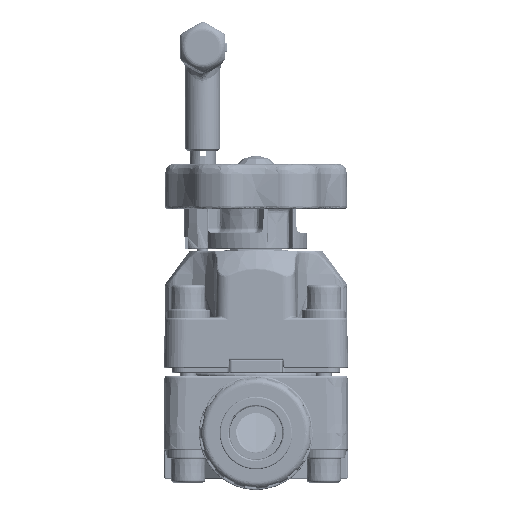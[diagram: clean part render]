
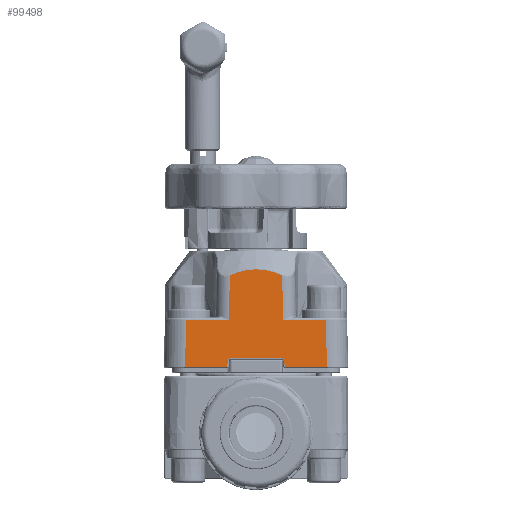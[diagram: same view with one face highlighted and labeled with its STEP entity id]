
A CAD part, left-side view. The second image highlights one B-rep face of the part: STEP entity #99498.
In plain terms, the highlighted planar face has unit normal (-1, 0, 0.018).
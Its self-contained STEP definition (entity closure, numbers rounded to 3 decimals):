
#453=ELLIPSE('',#124607,1.,1.);
#454=ELLIPSE('',#124608,1.,1.);
#2201=LINE('',#198051,#12245);
#2202=LINE('',#198064,#12246);
#2203=LINE('',#198066,#12247);
#2204=LINE('',#198068,#12248);
#2205=LINE('',#198070,#12249);
#2206=LINE('',#198072,#12250);
#2207=LINE('',#198076,#12251);
#2208=LINE('',#198080,#12252);
#2209=LINE('',#198082,#12253);
#2210=LINE('',#198084,#12254);
#2211=LINE('',#198086,#12255);
#12245=VECTOR('',#135631,1.);
#12246=VECTOR('',#135632,1.);
#12247=VECTOR('',#135633,1.);
#12248=VECTOR('',#135634,1.);
#12249=VECTOR('',#135635,1.);
#12250=VECTOR('',#135636,1.);
#12251=VECTOR('',#135639,1.);
#12252=VECTOR('',#135642,1.);
#12253=VECTOR('',#135643,1.);
#12254=VECTOR('',#135644,1.);
#12255=VECTOR('',#135645,1.);
#24482=FACE_OUTER_BOUND('',#35109,.T.);
#30260=PLANE('',#124609);
#35109=EDGE_LOOP('',(#48425,#48426,#48427,#48428,#48429,#48430,#48431,#48432,
#48433,#48434,#48435,#48436,#48437,#48438,#48439));
#48425=ORIENTED_EDGE('',*,*,#80491,.T.);
#48426=ORIENTED_EDGE('',*,*,#80492,.T.);
#48427=ORIENTED_EDGE('',*,*,#80493,.T.);
#48428=ORIENTED_EDGE('',*,*,#80494,.F.);
#48429=ORIENTED_EDGE('',*,*,#80495,.F.);
#48430=ORIENTED_EDGE('',*,*,#80496,.T.);
#48431=ORIENTED_EDGE('',*,*,#80497,.T.);
#48432=ORIENTED_EDGE('',*,*,#80498,.T.);
#48433=ORIENTED_EDGE('',*,*,#80499,.F.);
#48434=ORIENTED_EDGE('',*,*,#80500,.F.);
#48435=ORIENTED_EDGE('',*,*,#80501,.T.);
#48436=ORIENTED_EDGE('',*,*,#80502,.F.);
#48437=ORIENTED_EDGE('',*,*,#80503,.F.);
#48438=ORIENTED_EDGE('',*,*,#80504,.F.);
#48439=ORIENTED_EDGE('',*,*,#80505,.T.);
#80491=EDGE_CURVE('',#108574,#108575,#2201,.T.);
#80492=EDGE_CURVE('',#108575,#108576,#118704,.T.);
#80493=EDGE_CURVE('',#108576,#108577,#118705,.T.);
#80494=EDGE_CURVE('',#108578,#108577,#2202,.T.);
#80495=EDGE_CURVE('',#108579,#108578,#2203,.T.);
#80496=EDGE_CURVE('',#108579,#108580,#2204,.T.);
#80497=EDGE_CURVE('',#108580,#108581,#2205,.T.);
#80498=EDGE_CURVE('',#108581,#108582,#2206,.T.);
#80499=EDGE_CURVE('',#108583,#108582,#453,.T.);
#80500=EDGE_CURVE('',#108584,#108583,#2207,.T.);
#80501=EDGE_CURVE('',#108584,#108585,#454,.T.);
#80502=EDGE_CURVE('',#108586,#108585,#2208,.T.);
#80503=EDGE_CURVE('',#108587,#108586,#2209,.T.);
#80504=EDGE_CURVE('',#108588,#108587,#2210,.T.);
#80505=EDGE_CURVE('',#108588,#108574,#2211,.T.);
#99498=ADVANCED_FACE('',(#24482),#30260,.T.);
#108574=VERTEX_POINT('',#198052);
#108575=VERTEX_POINT('',#198053);
#108576=VERTEX_POINT('',#198058);
#108577=VERTEX_POINT('',#198063);
#108578=VERTEX_POINT('',#198065);
#108579=VERTEX_POINT('',#198067);
#108580=VERTEX_POINT('',#198069);
#108581=VERTEX_POINT('',#198071);
#108582=VERTEX_POINT('',#198073);
#108583=VERTEX_POINT('',#198075);
#108584=VERTEX_POINT('',#198077);
#108585=VERTEX_POINT('',#198079);
#108586=VERTEX_POINT('',#198081);
#108587=VERTEX_POINT('',#198083);
#108588=VERTEX_POINT('',#198085);
#118704=B_SPLINE_CURVE_WITH_KNOTS('',3,(#198054,#198055,#198056,#198057),
 .UNSPECIFIED.,.F.,.F.,(4,4),(0.,1.),.UNSPECIFIED.);
#118705=B_SPLINE_CURVE_WITH_KNOTS('',3,(#198059,#198060,#198061,#198062),
 .UNSPECIFIED.,.F.,.F.,(4,4),(0.,1.),.UNSPECIFIED.);
#124607=AXIS2_PLACEMENT_3D('',#198074,#135637,#135638);
#124608=AXIS2_PLACEMENT_3D('',#198078,#135640,#135641);
#124609=AXIS2_PLACEMENT_3D('',#198087,#135646,#135647);
#135631=DIRECTION('',(0.017,0.015,1.));
#135632=DIRECTION('',(0.017,-0.015,1.));
#135633=DIRECTION('',(0.,-1.,0.));
#135634=DIRECTION('',(-0.017,0.017,-1.));
#135635=DIRECTION('',(0.,-1.,0.));
#135636=DIRECTION('',(0.017,-0.052,0.998));
#135637=DIRECTION('',(-1.,0.,0.017));
#135638=DIRECTION('',(0.017,0.,1.));
#135639=DIRECTION('',(0.,1.,0.));
#135640=DIRECTION('',(1.,0.,-0.017));
#135641=DIRECTION('',(0.017,0.,1.));
#135642=DIRECTION('',(0.017,0.052,0.998));
#135643=DIRECTION('',(0.,1.,0.));
#135644=DIRECTION('',(-0.017,-0.017,-1.));
#135645=DIRECTION('',(0.,1.,0.));
#135646=DIRECTION('',(-1.,0.,0.017));
#135647=DIRECTION('',(-0.017,0.,-1.));
#198051=CARTESIAN_POINT('',(-112.997,-60.422,7.156));
#198052=CARTESIAN_POINT('',(-112.686,-60.154,25.017));
#198053=CARTESIAN_POINT('',(-112.392,-59.902,41.811));
#198054=CARTESIAN_POINT('',(-112.392,-59.902,41.811));
#198055=CARTESIAN_POINT('',(-112.366,-56.797,43.306));
#198056=CARTESIAN_POINT('',(-112.351,-53.451,44.161));
#198057=CARTESIAN_POINT('',(-112.351,-50.,44.161));
#198058=CARTESIAN_POINT('',(-112.351,-50.,44.161));
#198059=CARTESIAN_POINT('',(-112.351,-50.,44.161));
#198060=CARTESIAN_POINT('',(-112.351,-46.552,44.161));
#198061=CARTESIAN_POINT('',(-112.366,-43.199,43.304));
#198062=CARTESIAN_POINT('',(-112.392,-40.098,41.811));
#198063=CARTESIAN_POINT('',(-112.392,-40.098,41.811));
#198064=CARTESIAN_POINT('',(-112.997,-39.578,7.156));
#198065=CARTESIAN_POINT('',(-112.686,-39.846,25.017));
#198066=CARTESIAN_POINT('',(-112.686,-38.596,25.017));
#198067=CARTESIAN_POINT('',(-112.686,-23.613,25.017));
#198068=CARTESIAN_POINT('',(-112.992,-23.307,7.466));
#198069=CARTESIAN_POINT('',(-112.991,-23.308,7.509));
#198070=CARTESIAN_POINT('',(-112.991,-78.,7.509));
#198071=CARTESIAN_POINT('',(-112.991,-39.21,7.509));
#198072=CARTESIAN_POINT('',(-112.945,-39.35,10.176));
#198073=CARTESIAN_POINT('',(-112.953,-39.326,9.711));
#198074=CARTESIAN_POINT('',(-112.954,-40.324,9.659));
#198075=CARTESIAN_POINT('',(-112.936,-40.324,10.659));
#198076=CARTESIAN_POINT('',(-112.936,-60.15,10.659));
#198077=CARTESIAN_POINT('',(-112.936,-59.676,10.659));
#198078=CARTESIAN_POINT('',(-112.954,-59.676,9.659));
#198079=CARTESIAN_POINT('',(-112.953,-60.674,9.711));
#198080=CARTESIAN_POINT('',(-112.945,-60.65,10.176));
#198081=CARTESIAN_POINT('',(-112.991,-60.79,7.509));
#198082=CARTESIAN_POINT('',(-112.991,-22.,7.509));
#198083=CARTESIAN_POINT('',(-112.991,-76.692,7.509));
#198084=CARTESIAN_POINT('',(-112.992,-76.693,7.466));
#198085=CARTESIAN_POINT('',(-112.686,-76.387,25.017));
#198086=CARTESIAN_POINT('',(-112.686,-61.404,25.017));
#198087=CARTESIAN_POINT('',(-113.,-50.,7.));
